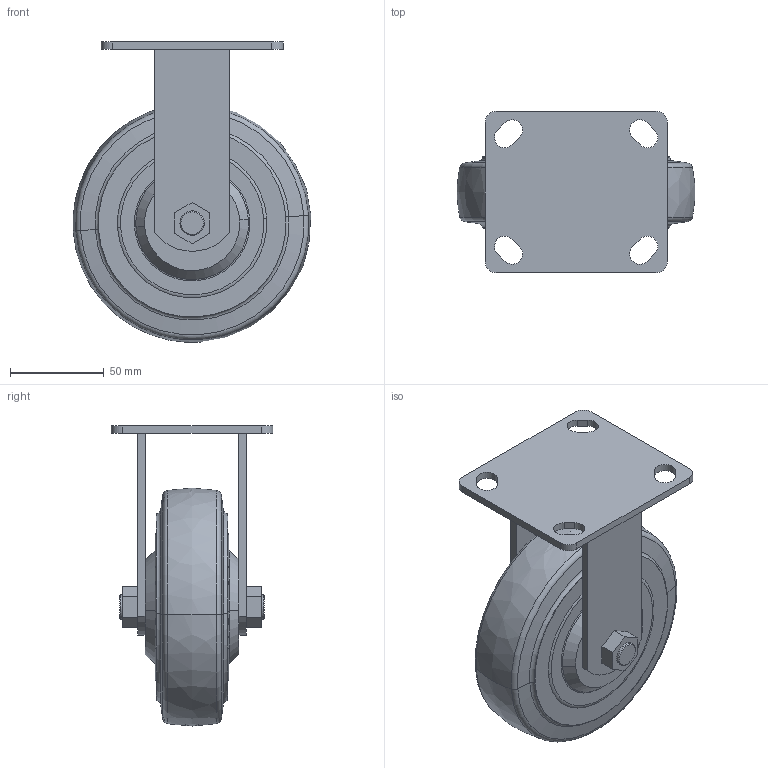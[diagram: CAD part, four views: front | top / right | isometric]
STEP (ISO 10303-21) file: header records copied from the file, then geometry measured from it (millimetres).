
FILE_DESCRIPTION (( 'STEP AP203' ), '1' );
FILE_NAME ('4360R.STEP', '2020-12-08T07:50:26', ( '' ), ( '' ), 'SwSTEP 2.0', 'SolidWorks 2016', '' );
FILE_SCHEMA (( 'CONFIG_CONTROL_DESIGN' ));
Length unit declared in the file: millimetre
Products named in the file (3): 绊妨官柠-吝窍吝侩43矫府令2; 绊妨官柠-吝窍吝侩43矫府令1; 4360R
Assembly tree (2 placements, depth 2):
  4360R
    绊妨官柠-吝窍吝侩43矫府令1
    绊妨官柠-吝窍吝侩43矫府令2
Bounding box: 126.57 x 86 x 159.87 mm (x, y, z)
Volume: 545968 mm3; surface area: 74538.4 mm2
Topology: 2 solids, 2 shells, 99 faces, 238 edges, 151 vertices
Faces by surface type: plane 44, cylinder 27, torus 14, cone 12, sphere 2
Entity records: 3176 total; most frequent: DIRECTION 545, CARTESIAN_POINT 485, ORIENTED_EDGE 466, EDGE_CURVE 233, AXIS2_PLACEMENT_3D 208, VERTEX_POINT 148, LINE 129, VECTOR 129
